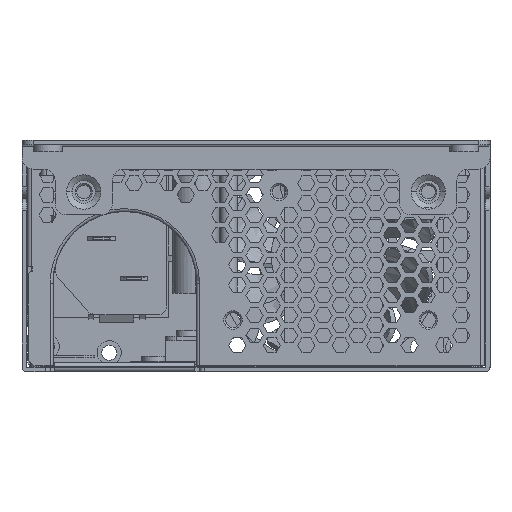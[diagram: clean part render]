
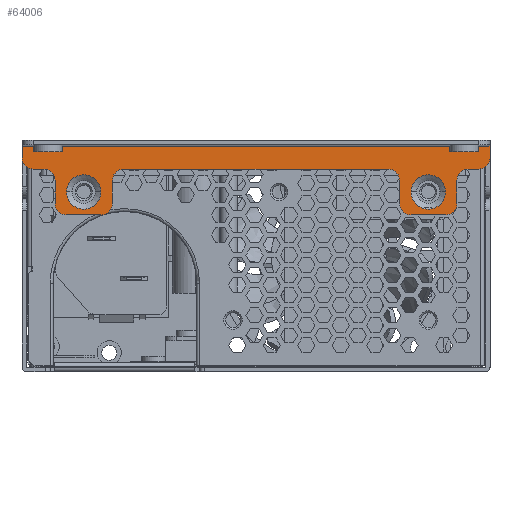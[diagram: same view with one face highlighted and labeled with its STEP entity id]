
A CAD part, front view. The second image highlights one B-rep face of the part: STEP entity #64006.
In plain terms, the highlighted planar face has unit normal (0, -1, 0).
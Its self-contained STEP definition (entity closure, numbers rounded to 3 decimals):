
#63267=CARTESIAN_POINT('',(10.75,-0.775,-9.));
#63268=DIRECTION('',(0.,1.,0.));
#63269=DIRECTION('',(1.,0.,0.));
#63270=AXIS2_PLACEMENT_3D('',#63267,#63268,#63269);
#63272=CARTESIAN_POINT('',(10.75,-0.775,-9.));
#63273=DIRECTION('',(0.,1.,0.));
#63274=DIRECTION('',(-1.,0.,0.));
#63275=AXIS2_PLACEMENT_3D('',#63272,#63273,#63274);
#63277=CARTESIAN_POINT('',(70.75,-0.775,-9.));
#63278=DIRECTION('',(0.,1.,0.));
#63279=DIRECTION('',(1.,0.,0.));
#63280=AXIS2_PLACEMENT_3D('',#63277,#63278,#63279);
#63282=CARTESIAN_POINT('',(70.75,-0.775,-9.));
#63283=DIRECTION('',(0.,1.,0.));
#63284=DIRECTION('',(-1.,0.,0.));
#63285=AXIS2_PLACEMENT_3D('',#63282,#63283,#63284);
#63287=DIRECTION('',(1.,0.,0.));
#63288=VECTOR('',#63287,81.5);
#63289=CARTESIAN_POINT('',(0.,-0.775,-1.));
#63290=LINE('',#63289,#63288);
#63291=DIRECTION('',(0.,0.,1.));
#63292=VECTOR('',#63291,2.);
#63293=CARTESIAN_POINT('',(81.5,-0.775,-3.));
#63294=LINE('',#63293,#63292);
#63295=CARTESIAN_POINT('',(79.5,-0.775,-3.));
#63296=DIRECTION('',(0.,-1.,0.));
#63297=DIRECTION('',(0.,0.,-1.));
#63298=AXIS2_PLACEMENT_3D('',#63295,#63296,#63297);
#63300=DIRECTION('',(-1.,0.,0.));
#63301=VECTOR('',#63300,1.75);
#63302=CARTESIAN_POINT('',(79.5,-0.775,-5.));
#63303=LINE('',#63302,#63301);
#63304=DIRECTION('',(0.,0.,1.));
#63305=VECTOR('',#63304,4.);
#63306=CARTESIAN_POINT('',(75.75,-0.775,-11.));
#63307=LINE('',#63306,#63305);
#63308=CARTESIAN_POINT('',(73.75,-0.775,-11.));
#63309=DIRECTION('',(0.,-1.,0.));
#63310=DIRECTION('',(0.,0.,-1.));
#63311=AXIS2_PLACEMENT_3D('',#63308,#63309,#63310);
#63313=DIRECTION('',(1.,0.,0.));
#63314=VECTOR('',#63313,6.);
#63315=CARTESIAN_POINT('',(67.75,-0.775,-13.));
#63316=LINE('',#63315,#63314);
#63317=CARTESIAN_POINT('',(67.75,-0.775,-11.));
#63318=DIRECTION('',(0.,-1.,0.));
#63319=DIRECTION('',(-1.,0.,0.));
#63320=AXIS2_PLACEMENT_3D('',#63317,#63318,#63319);
#63322=DIRECTION('',(0.,0.,1.));
#63323=VECTOR('',#63322,4.);
#63324=CARTESIAN_POINT('',(65.75,-0.775,-11.));
#63325=LINE('',#63324,#63323);
#63326=DIRECTION('',(-1.,0.,0.));
#63327=VECTOR('',#63326,46.);
#63328=CARTESIAN_POINT('',(63.75,-0.775,-5.));
#63329=LINE('',#63328,#63327);
#63330=DIRECTION('',(0.,0.,1.));
#63331=VECTOR('',#63330,4.);
#63332=CARTESIAN_POINT('',(15.75,-0.775,-11.));
#63333=LINE('',#63332,#63331);
#63334=CARTESIAN_POINT('',(13.75,-0.775,-11.));
#63335=DIRECTION('',(0.,-1.,0.));
#63336=DIRECTION('',(0.,0.,-1.));
#63337=AXIS2_PLACEMENT_3D('',#63334,#63335,#63336);
#63339=DIRECTION('',(1.,0.,0.));
#63340=VECTOR('',#63339,6.);
#63341=CARTESIAN_POINT('',(7.75,-0.775,-13.));
#63342=LINE('',#63341,#63340);
#63343=CARTESIAN_POINT('',(7.75,-0.775,-11.));
#63344=DIRECTION('',(0.,-1.,0.));
#63345=DIRECTION('',(-1.,0.,0.));
#63346=AXIS2_PLACEMENT_3D('',#63343,#63344,#63345);
#63348=DIRECTION('',(0.,0.,1.));
#63349=VECTOR('',#63348,4.);
#63350=CARTESIAN_POINT('',(5.75,-0.775,-11.));
#63351=LINE('',#63350,#63349);
#63352=DIRECTION('',(1.,0.,0.));
#63353=VECTOR('',#63352,1.75);
#63354=CARTESIAN_POINT('',(2.,-0.775,-5.));
#63355=LINE('',#63354,#63353);
#63356=CARTESIAN_POINT('',(2.,-0.775,-3.));
#63357=DIRECTION('',(0.,-1.,0.));
#63358=DIRECTION('',(-1.,0.,0.));
#63359=AXIS2_PLACEMENT_3D('',#63356,#63357,#63358);
#63361=DIRECTION('',(0.,0.,-1.));
#63362=VECTOR('',#63361,2.);
#63363=CARTESIAN_POINT('',(0.,-0.775,-1.));
#63364=LINE('',#63363,#63362);
#63429=CARTESIAN_POINT('',(77.75,-0.775,-7.));
#63430=DIRECTION('',(0.,1.,0.));
#63431=DIRECTION('',(-1.,0.,0.));
#63432=AXIS2_PLACEMENT_3D('',#63429,#63430,#63431);
#63471=CARTESIAN_POINT('',(63.75,-0.775,-7.));
#63472=DIRECTION('',(0.,1.,0.));
#63473=DIRECTION('',(0.,0.,1.));
#63474=AXIS2_PLACEMENT_3D('',#63471,#63472,#63473);
#63489=CARTESIAN_POINT('',(17.75,-0.775,-7.));
#63490=DIRECTION('',(0.,1.,0.));
#63491=DIRECTION('',(-1.,0.,0.));
#63492=AXIS2_PLACEMENT_3D('',#63489,#63490,#63491);
#63515=CARTESIAN_POINT('',(3.75,-0.775,-7.));
#63516=DIRECTION('',(0.,1.,0.));
#63517=DIRECTION('',(0.,0.,1.));
#63518=AXIS2_PLACEMENT_3D('',#63515,#63516,#63517);
#63693=CARTESIAN_POINT('',(63.75,-0.775,-5.));
#63695=VERTEX_POINT('',#63693);
#63697=CARTESIAN_POINT('',(65.75,-0.775,-7.));
#63699=VERTEX_POINT('',#63697);
#63701=CARTESIAN_POINT('',(3.75,-0.775,-5.));
#63703=VERTEX_POINT('',#63701);
#63705=CARTESIAN_POINT('',(5.75,-0.775,-7.));
#63707=VERTEX_POINT('',#63705);
#63709=CARTESIAN_POINT('',(75.75,-0.775,-7.));
#63711=VERTEX_POINT('',#63709);
#63713=CARTESIAN_POINT('',(77.75,-0.775,-5.));
#63715=VERTEX_POINT('',#63713);
#63717=CARTESIAN_POINT('',(15.75,-0.775,-7.));
#63719=VERTEX_POINT('',#63717);
#63721=CARTESIAN_POINT('',(17.75,-0.775,-5.));
#63723=VERTEX_POINT('',#63721);
#63745=CARTESIAN_POINT('',(79.5,-0.775,-5.));
#63746=VERTEX_POINT('',#63745);
#63747=CARTESIAN_POINT('',(81.5,-0.775,-3.));
#63748=VERTEX_POINT('',#63747);
#63749=CARTESIAN_POINT('',(73.75,-0.775,-13.));
#63750=CARTESIAN_POINT('',(75.75,-0.775,-11.));
#63751=VERTEX_POINT('',#63749);
#63752=VERTEX_POINT('',#63750);
#63761=CARTESIAN_POINT('',(65.75,-0.775,-11.));
#63762=VERTEX_POINT('',#63761);
#63763=CARTESIAN_POINT('',(67.75,-0.775,-13.));
#63764=VERTEX_POINT('',#63763);
#63765=CARTESIAN_POINT('',(13.75,-0.775,-13.));
#63766=CARTESIAN_POINT('',(15.75,-0.775,-11.));
#63767=VERTEX_POINT('',#63765);
#63768=VERTEX_POINT('',#63766);
#63777=CARTESIAN_POINT('',(5.75,-0.775,-11.));
#63778=VERTEX_POINT('',#63777);
#63779=CARTESIAN_POINT('',(7.75,-0.775,-13.));
#63780=VERTEX_POINT('',#63779);
#63781=CARTESIAN_POINT('',(0.,-0.775,-3.));
#63782=CARTESIAN_POINT('',(2.,-0.775,-5.));
#63783=VERTEX_POINT('',#63781);
#63784=VERTEX_POINT('',#63782);
#63793=CARTESIAN_POINT('',(13.75,-0.775,-9.));
#63794=CARTESIAN_POINT('',(7.75,-0.775,-9.));
#63795=VERTEX_POINT('',#63793);
#63796=VERTEX_POINT('',#63794);
#63797=CARTESIAN_POINT('',(73.75,-0.775,-9.));
#63799=VERTEX_POINT('',#63797);
#63801=CARTESIAN_POINT('',(67.75,-0.775,-9.));
#63803=VERTEX_POINT('',#63801);
#63805=CARTESIAN_POINT('',(0.,-0.775,-1.));
#63806=CARTESIAN_POINT('',(81.5,-0.775,-1.));
#63807=VERTEX_POINT('',#63805);
#63808=VERTEX_POINT('',#63806);
#63945=CARTESIAN_POINT('',(0.,-0.775,0.));
#63946=DIRECTION('',(0.,-1.,0.));
#63947=DIRECTION('',(1.,0.,0.));
#63948=AXIS2_PLACEMENT_3D('',#63945,#63946,#63947);
#63949=PLANE('',#63948);
#63951=ORIENTED_EDGE('',*,*,#63950,.T.);
#63953=ORIENTED_EDGE('',*,*,#63952,.F.);
#63955=ORIENTED_EDGE('',*,*,#63954,.F.);
#63957=ORIENTED_EDGE('',*,*,#63956,.T.);
#63959=ORIENTED_EDGE('',*,*,#63958,.F.);
#63961=ORIENTED_EDGE('',*,*,#63960,.F.);
#63963=ORIENTED_EDGE('',*,*,#63962,.F.);
#63965=ORIENTED_EDGE('',*,*,#63964,.F.);
#63967=ORIENTED_EDGE('',*,*,#63966,.F.);
#63969=ORIENTED_EDGE('',*,*,#63968,.T.);
#63971=ORIENTED_EDGE('',*,*,#63970,.F.);
#63973=ORIENTED_EDGE('',*,*,#63972,.T.);
#63975=ORIENTED_EDGE('',*,*,#63974,.F.);
#63977=ORIENTED_EDGE('',*,*,#63976,.F.);
#63979=ORIENTED_EDGE('',*,*,#63978,.F.);
#63981=ORIENTED_EDGE('',*,*,#63980,.F.);
#63983=ORIENTED_EDGE('',*,*,#63982,.F.);
#63985=ORIENTED_EDGE('',*,*,#63984,.T.);
#63987=ORIENTED_EDGE('',*,*,#63986,.F.);
#63989=ORIENTED_EDGE('',*,*,#63988,.F.);
#63991=ORIENTED_EDGE('',*,*,#63990,.F.);
#63993=ORIENTED_EDGE('',*,*,#63992,.F.);
#63994=EDGE_LOOP('',(#63951,#63953,#63955,#63957,#63959,#63961,#63963,#63965,
#63967,#63969,#63971,#63973,#63975,#63977,#63979,#63981,#63983,#63985,#63987,
#63989,#63991,#63993));
#63995=FACE_OUTER_BOUND('',#63994,.F.);
#63997=ORIENTED_EDGE('',*,*,#63996,.F.);
#63999=ORIENTED_EDGE('',*,*,#63998,.F.);
#64000=EDGE_LOOP('',(#63997,#63999));
#64001=FACE_BOUND('',#64000,.F.);
#64002=ORIENTED_EDGE('',*,*,#63925,.F.);
#64003=ORIENTED_EDGE('',*,*,#63939,.F.);
#64004=EDGE_LOOP('',(#64002,#64003));
#64005=FACE_BOUND('',#64004,.F.);
#64006=ADVANCED_FACE('',(#63995,#64001,#64005),#63949,.T.);
#63271=CIRCLE('',#63270,3.);
#63276=CIRCLE('',#63275,3.);
#63281=CIRCLE('',#63280,3.);
#63286=CIRCLE('',#63285,3.);
#63299=CIRCLE('',#63298,2.);
#63312=CIRCLE('',#63311,2.);
#63321=CIRCLE('',#63320,2.);
#63338=CIRCLE('',#63337,2.);
#63347=CIRCLE('',#63346,2.);
#63360=CIRCLE('',#63359,2.);
#63433=CIRCLE('',#63432,2.);
#63475=CIRCLE('',#63474,2.);
#63493=CIRCLE('',#63492,2.);
#63519=CIRCLE('',#63518,2.);
#63925=EDGE_CURVE('',#63795,#63796,#63271,.T.);
#63939=EDGE_CURVE('',#63796,#63795,#63276,.T.);
#63950=EDGE_CURVE('',#63807,#63808,#63290,.T.);
#63952=EDGE_CURVE('',#63748,#63808,#63294,.T.);
#63954=EDGE_CURVE('',#63746,#63748,#63299,.T.);
#63956=EDGE_CURVE('',#63746,#63715,#63303,.T.);
#63958=EDGE_CURVE('',#63711,#63715,#63433,.T.);
#63960=EDGE_CURVE('',#63752,#63711,#63307,.T.);
#63962=EDGE_CURVE('',#63751,#63752,#63312,.T.);
#63964=EDGE_CURVE('',#63764,#63751,#63316,.T.);
#63966=EDGE_CURVE('',#63762,#63764,#63321,.T.);
#63968=EDGE_CURVE('',#63762,#63699,#63325,.T.);
#63970=EDGE_CURVE('',#63695,#63699,#63475,.T.);
#63972=EDGE_CURVE('',#63695,#63723,#63329,.T.);
#63974=EDGE_CURVE('',#63719,#63723,#63493,.T.);
#63976=EDGE_CURVE('',#63768,#63719,#63333,.T.);
#63978=EDGE_CURVE('',#63767,#63768,#63338,.T.);
#63980=EDGE_CURVE('',#63780,#63767,#63342,.T.);
#63982=EDGE_CURVE('',#63778,#63780,#63347,.T.);
#63984=EDGE_CURVE('',#63778,#63707,#63351,.T.);
#63986=EDGE_CURVE('',#63703,#63707,#63519,.T.);
#63988=EDGE_CURVE('',#63784,#63703,#63355,.T.);
#63990=EDGE_CURVE('',#63783,#63784,#63360,.T.);
#63992=EDGE_CURVE('',#63807,#63783,#63364,.T.);
#63996=EDGE_CURVE('',#63799,#63803,#63281,.T.);
#63998=EDGE_CURVE('',#63803,#63799,#63286,.T.);
